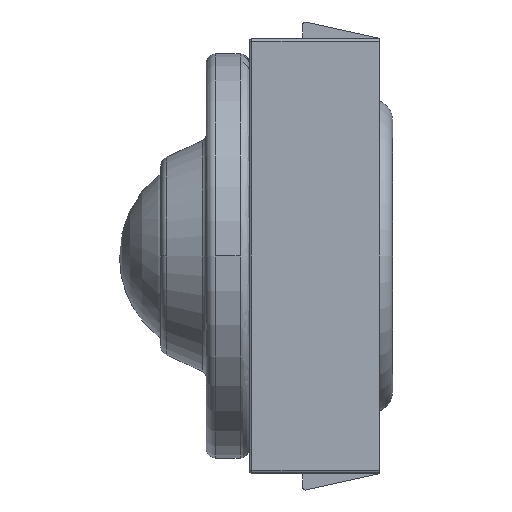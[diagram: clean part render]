
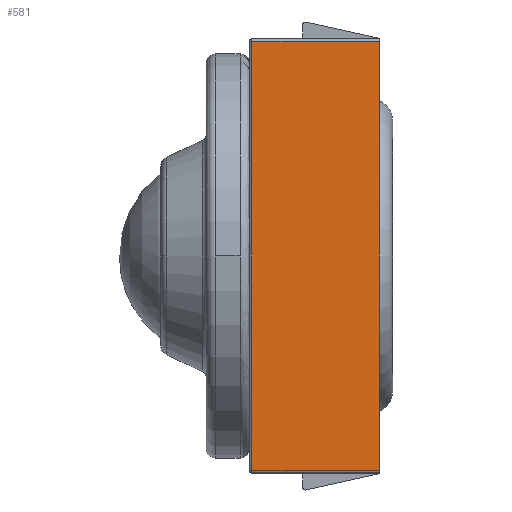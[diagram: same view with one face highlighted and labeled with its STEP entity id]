
A CAD part, left-side view. The second image highlights one B-rep face of the part: STEP entity #581.
In plain terms, the highlighted planar face has unit normal (-1, 0, 0).
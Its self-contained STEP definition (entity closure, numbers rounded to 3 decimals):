
#581=ADVANCED_FACE('',(#852),#853,.F.);
#852=FACE_OUTER_BOUND('',#1301,.T.);
#853=PLANE('',#1302);
#1301=EDGE_LOOP('',(#2069,#2070,#2071,#2072));
#1302=AXIS2_PLACEMENT_3D('',#2073,#2074,#2075);
#2069=ORIENTED_EDGE('',*,*,#3288,.T.);
#2070=ORIENTED_EDGE('',*,*,#3405,.T.);
#2071=ORIENTED_EDGE('',*,*,#3406,.F.);
#2072=ORIENTED_EDGE('',*,*,#3407,.T.);
#2073=CARTESIAN_POINT('',(-25.0,4.8,16.65));
#2074=DIRECTION('',(1.0,0.0,0.0));
#2075=DIRECTION('',(0.0,1.0,0.0));
#3288=EDGE_CURVE('',#3895,#3893,#3896,.T.);
#3405=EDGE_CURVE('',#3893,#4118,#4119,.T.);
#3406=EDGE_CURVE('',#4120,#4118,#4121,.T.);
#3407=EDGE_CURVE('',#4120,#3895,#4122,.T.);
#3893=VERTEX_POINT('',#5006);
#3895=VERTEX_POINT('',#5008);
#3896=LINE('',#5009,#5010);
#4118=VERTEX_POINT('',#5326);
#4119=LINE('',#5327,#5328);
#4120=VERTEX_POINT('',#5329);
#4121=LINE('',#5330,#5331);
#4122=LINE('',#5332,#5333);
#5006=CARTESIAN_POINT('',(-25.0,4.8,-16.45));
#5008=CARTESIAN_POINT('',(-25.0,4.8,16.45));
#5009=CARTESIAN_POINT('',(-25.0,4.8,16.65));
#5010=VECTOR('',#6218,1.0);
#5326=CARTESIAN_POINT('',(-25.0,-5.0,-16.45));
#5327=CARTESIAN_POINT('',(-25.0,4.8,-16.45));
#5328=VECTOR('',#6379,1.0);
#5329=CARTESIAN_POINT('',(-25.0,-5.0,16.45));
#5330=CARTESIAN_POINT('',(-25.0,-5.0,16.65));
#5331=VECTOR('',#6380,1.0);
#5332=CARTESIAN_POINT('',(-25.0,4.8,16.45));
#5333=VECTOR('',#6381,1.0);
#6218=DIRECTION('',(0.0,0.0,-1.0));
#6379=DIRECTION('',(0.0,-1.0,0.0));
#6380=DIRECTION('',(0.0,0.0,-1.0));
#6381=DIRECTION('',(0.0,1.0,0.0));
